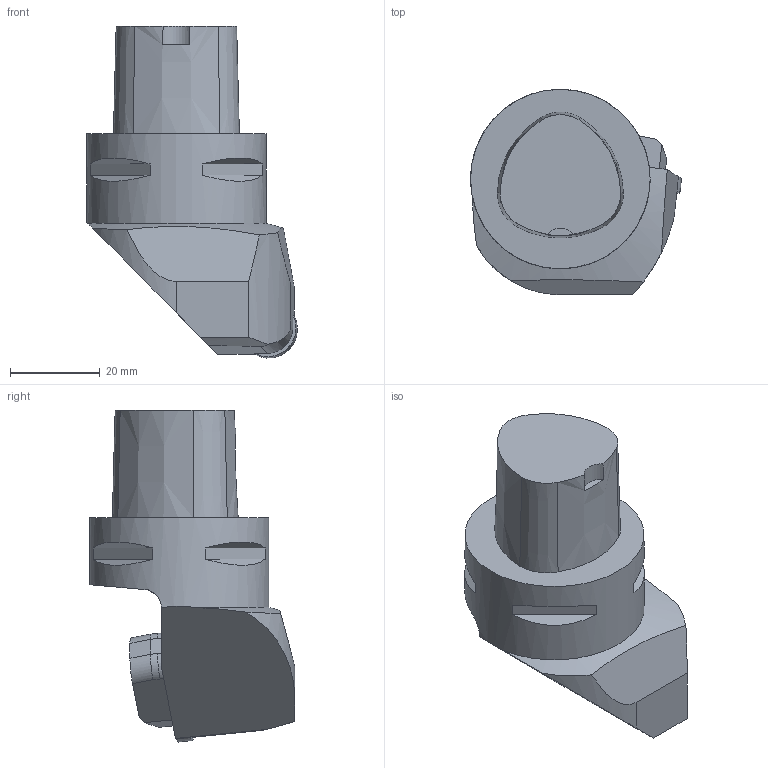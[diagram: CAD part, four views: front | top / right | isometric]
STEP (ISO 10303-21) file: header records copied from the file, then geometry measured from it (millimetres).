
FILE_DESCRIPTION(/* description */ (''),/* implementation_level */ '2;1');
FILE_NAME(/* name */ '1517920082565.stp',/* time_stamp */ '2018-02-06T13:28:06+01:00',/* author */ (''),/* organization */ ('SMS'),/* preprocessor_version */ 'ST-DEVELOPER v15',/* originating_system */ 'SIEMENS PLM Software NX 8.5',/* authorisation */ '');
FILE_SCHEMA (('AUTOMOTIVE_DESIGN { 1 0 10303 214 3 1 1 1 }'));
Length unit declared in the file: millimetre
Products named in the file (4): 201439562mod000_00; ASSEMBLY_CONSTRUCTION; 201378886mod000_00; 201439561mod000_00
Assembly tree (3 placements, depth 2):
  201439561mod000_00
    201378886mod000_00
    ASSEMBLY_CONSTRUCTION
    201439562mod000_00
Bounding box: 46.98 x 45.7 x 73.98 mm (x, y, z)
Volume: 60066.9 mm3; surface area: 11255.1 mm2
Topology: 2 solids, 3 shells, 77 faces, 197 edges, 139 vertices
Faces by surface type: plane 46, cylinder 18, cone 9, extrusion 4
Full cylindrical faces by diameter (mm): 40 x1
Entity records: 2720 total; most frequent: CARTESIAN_POINT 661, DIRECTION 409, ORIENTED_EDGE 384, EDGE_CURVE 192, AXIS2_PLACEMENT_3D 147, VERTEX_POINT 129, VECTOR 115, LINE 111
